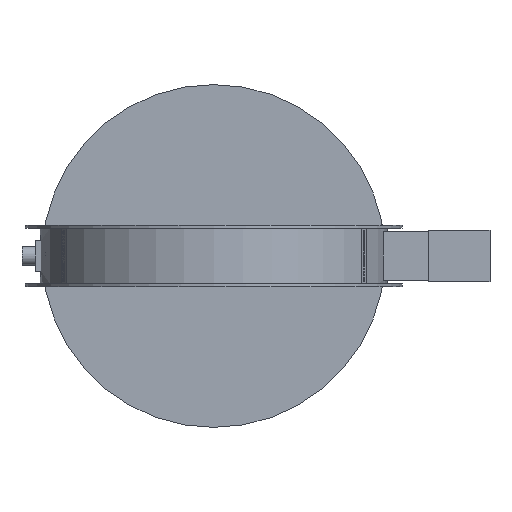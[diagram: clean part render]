
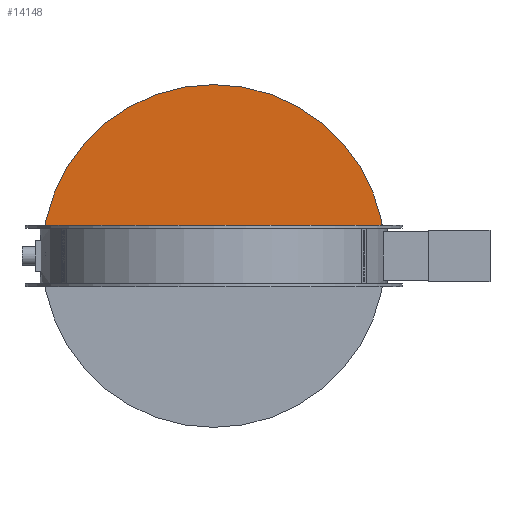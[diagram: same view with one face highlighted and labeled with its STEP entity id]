
A CAD part, front view. The second image highlights one B-rep face of the part: STEP entity #14148.
In plain terms, the highlighted planar face has unit normal (0, -1, 0).
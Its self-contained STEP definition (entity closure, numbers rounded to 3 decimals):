
#208=CIRCLE('',#14813,700.);
#947=PLANE('',#14812);
#1564=FACE_OUTER_BOUND('',#2421,.T.);
#2421=EDGE_LOOP('',(#12082,#12083));
#3824=LINE('',#24166,#5193);
#5193=VECTOR('',#17226,10.);
#6847=VERTEX_POINT('',#24164);
#6848=VERTEX_POINT('',#24165);
#8640=EDGE_CURVE('',#6847,#6848,#3824,.T.);
#8641=EDGE_CURVE('',#6847,#6848,#208,.T.);
#12082=ORIENTED_EDGE('',*,*,#8640,.F.);
#12083=ORIENTED_EDGE('',*,*,#8641,.T.);
#14148=ADVANCED_FACE('',(#1564),#947,.T.);
#14812=AXIS2_PLACEMENT_3D('',#24163,#17224,#17225);
#14813=AXIS2_PLACEMENT_3D('',#24167,#17227,#17228);
#17224=DIRECTION('center_axis',(0.,-1.,0.));
#17225=DIRECTION('ref_axis',(0.,0.,-1.));
#17226=DIRECTION('',(-1.,0.,0.));
#17227=DIRECTION('center_axis',(0.,-1.,0.));
#17228=DIRECTION('ref_axis',(1.,0.,0.));
#24163=CARTESIAN_POINT('Origin',(0.,-4.,0.));
#24164=CARTESIAN_POINT('',(699.565,-4.,24.678));
#24165=CARTESIAN_POINT('',(-699.565,-4.,24.678));
#24166=CARTESIAN_POINT('',(994.,-4.,24.678));
#24167=CARTESIAN_POINT('Origin',(0.,-4.,0.));
